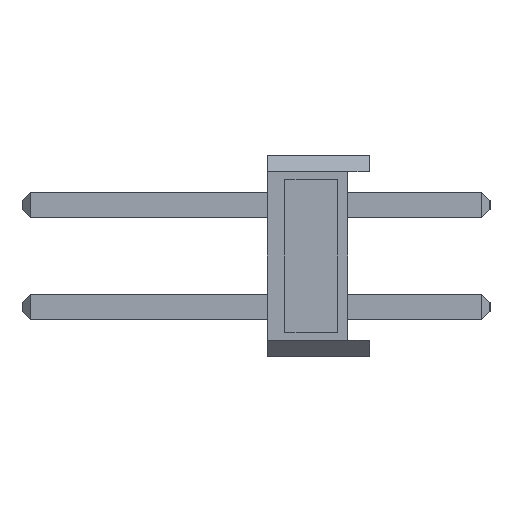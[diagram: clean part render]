
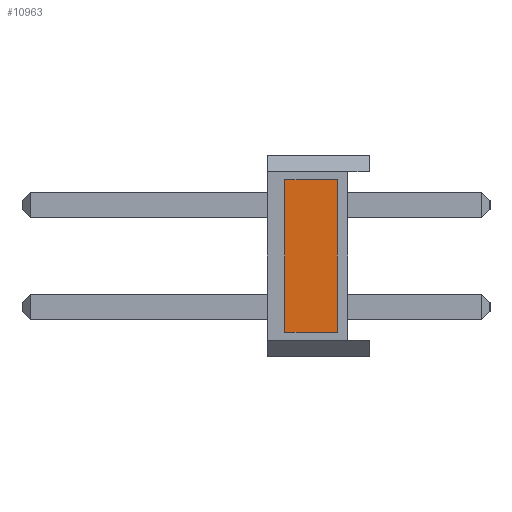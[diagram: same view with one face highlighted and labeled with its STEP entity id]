
A CAD part, left-side view. The second image highlights one B-rep face of the part: STEP entity #10963.
In plain terms, the highlighted planar face has unit normal (-1, 0, 0).
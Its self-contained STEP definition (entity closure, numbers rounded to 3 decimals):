
#1274 = ORIENTED_EDGE ( 'NONE', *, *, #31206, .F. ) ;
#2324 = CARTESIAN_POINT ( 'NONE',  ( -1.27, 0.8, 0. ) ) ;
#2382 = DIRECTION ( 'NONE',  ( 0., -1., 0. ) ) ;
#4246 = CARTESIAN_POINT ( 'NONE',  ( -1.27, 0.8, -1.9 ) ) ;
#5706 = CARTESIAN_POINT ( 'NONE',  ( -1.27, 0.8, 1.9 ) ) ;
#6519 = DIRECTION ( 'NONE',  ( 0., 0., -1. ) ) ;
#6719 = FACE_OUTER_BOUND ( 'NONE', #31828, .T. ) ;
#6795 = CARTESIAN_POINT ( 'NONE',  ( -1.27, 2.1, -1.9 ) ) ;
#8496 = CARTESIAN_POINT ( 'NONE',  ( -1.27, 2.1, -1.9 ) ) ;
#9258 = VECTOR ( 'NONE', #31525, 1000. ) ;
#9492 = DIRECTION ( 'NONE',  ( 1., 0., 0. ) ) ;
#9751 = EDGE_CURVE ( 'NONE', #21385, #31954, #14308, .T. ) ;
#9892 = DIRECTION ( 'NONE',  ( 0., -1., 0. ) ) ;
#10963 = ADVANCED_FACE ( 'NONE', ( #6719 ), #35811, .F. ) ;
#11064 = AXIS2_PLACEMENT_3D ( 'NONE', #21277, #9492, #6519 ) ;
#11577 = DIRECTION ( 'NONE',  ( 0., 0., 1. ) ) ;
#13006 = VECTOR ( 'NONE', #11577, 1000. ) ;
#14308 = LINE ( 'NONE', #6795, #16092 ) ;
#16092 = VECTOR ( 'NONE', #9892, 1000. ) ;
#16147 = LINE ( 'NONE', #2324, #9258 ) ;
#20637 = ORIENTED_EDGE ( 'NONE', *, *, #9751, .T. ) ;
#21277 = CARTESIAN_POINT ( 'NONE',  ( -1.27, 2.1, 0. ) ) ;
#21310 = EDGE_CURVE ( 'NONE', #31954, #26370, #16147, .T. ) ;
#21385 = VERTEX_POINT ( 'NONE', #8496 ) ;
#22938 = CARTESIAN_POINT ( 'NONE',  ( -1.27, 2.1, 0. ) ) ;
#23009 = ORIENTED_EDGE ( 'NONE', *, *, #37243, .F. ) ;
#25659 = VECTOR ( 'NONE', #2382, 1000. ) ;
#26370 = VERTEX_POINT ( 'NONE', #5706 ) ;
#26465 = ORIENTED_EDGE ( 'NONE', *, *, #21310, .T. ) ;
#28880 = LINE ( 'NONE', #34532, #25659 ) ;
#31206 = EDGE_CURVE ( 'NONE', #21385, #31717, #37189, .T. ) ;
#31525 = DIRECTION ( 'NONE',  ( 0., 0., 1. ) ) ;
#31717 = VERTEX_POINT ( 'NONE', #34510 ) ;
#31828 = EDGE_LOOP ( 'NONE', ( #26465, #23009, #1274, #20637 ) ) ;
#31954 = VERTEX_POINT ( 'NONE', #4246 ) ;
#34510 = CARTESIAN_POINT ( 'NONE',  ( -1.27, 2.1, 1.9 ) ) ;
#34532 = CARTESIAN_POINT ( 'NONE',  ( -1.27, 2.1, 1.9 ) ) ;
#35811 = PLANE ( 'NONE',  #11064 ) ;
#37189 = LINE ( 'NONE', #22938, #13006 ) ;
#37243 = EDGE_CURVE ( 'NONE', #31717, #26370, #28880, .T. ) ;
